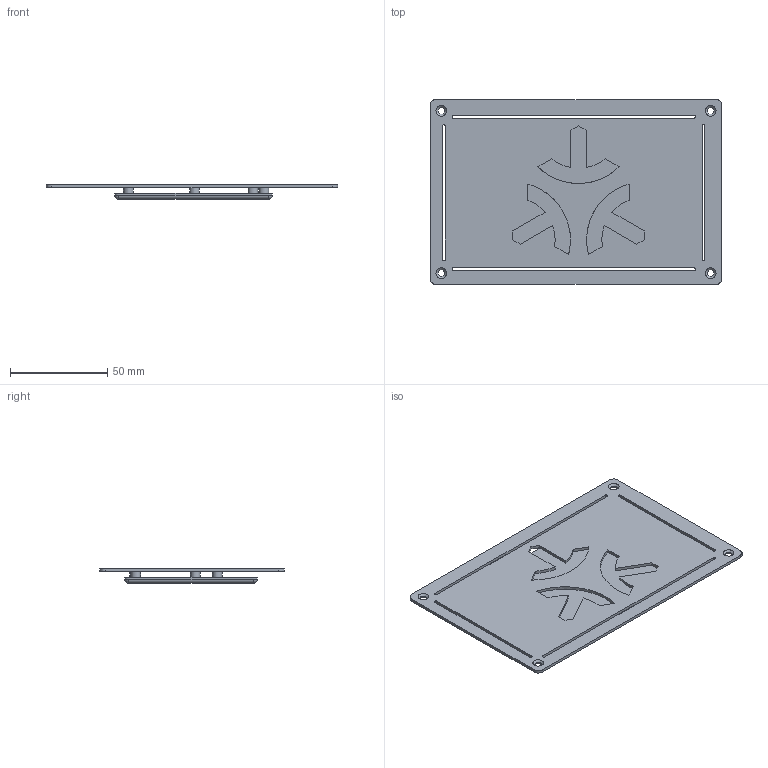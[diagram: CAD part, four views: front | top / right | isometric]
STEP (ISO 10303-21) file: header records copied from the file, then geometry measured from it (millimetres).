
FILE_DESCRIPTION(/* description */ (''),/* implementation_level */ '2;1');
FILE_NAME(/* name */ 'Top.step',/* time_stamp */ '2026-01-12T20:17:42+01:00',/* author */ (''),/* organization */ (''),/* preprocessor_version */ 'ST-DEVELOPER v20.1',/* originating_system */ 'Autodesk Translation Framework v14.21.0.0',/* authorisation */ '');
FILE_SCHEMA (('AUTOMOTIVE_DESIGN { 1 0 10303 214 3 1 1 }'));
Length unit declared in the file: millimetre
Products named in the file (2): Box HA; Top
Assembly tree (1 placements, depth 2):
  Box HA
    Top
Bounding box: 150 x 95 x 7.5 mm (x, y, z)
Volume: 34888.4 mm3; surface area: 38704.3 mm2
Topology: 1 solids, 1 shells, 100 faces, 272 edges, 176 vertices
Faces by surface type: plane 46, cylinder 37, bspline 9, sphere 4, cone 4
Full cylindrical faces by diameter (mm): 3.5 x4, 5 x5
Entity records: 3307 total; most frequent: CARTESIAN_POINT 668, ORIENTED_EDGE 544, DIRECTION 520, EDGE_CURVE 272, LINE 176, VECTOR 176, VERTEX_POINT 176, AXIS2_PLACEMENT_3D 172
